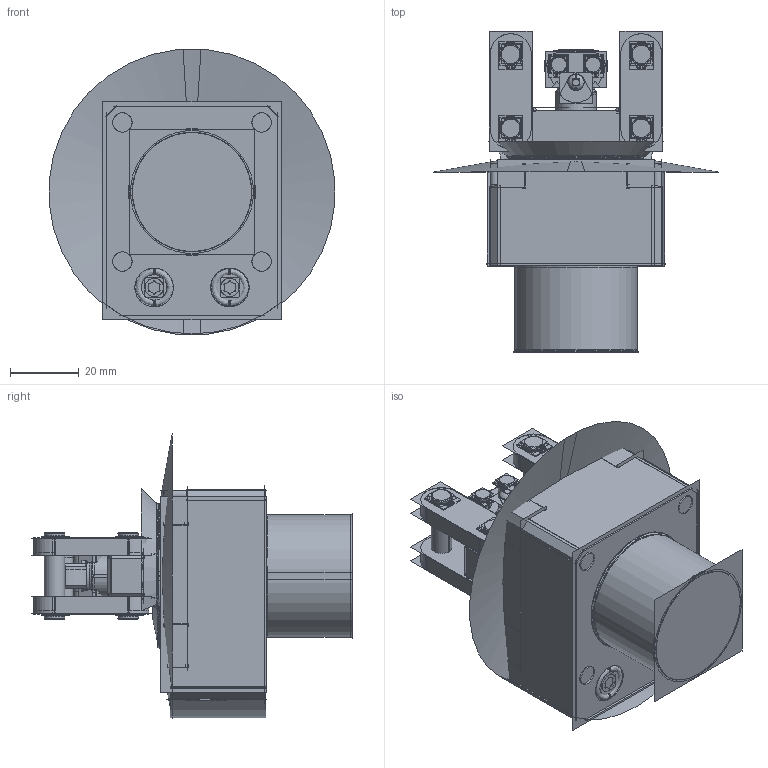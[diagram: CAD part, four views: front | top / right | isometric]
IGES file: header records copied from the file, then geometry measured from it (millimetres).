
Start section:  PTC IGES file: ilc16321520.igs
Global section: file name: ilc16321520.igs; native system: Creo Parametric by Parametric Technology Corporation; preprocessor: 2013320; author: athomsen; organization: Unknown; date: 20200709.143428; units: inch
Bounding box: 83.01 x 93.37 x 83.16 mm (x, y, z)
Surface area: 87789.5 mm2 (no closed solid volume)
Topology: 0 solids, 0 shells, 1246 faces, 15767 edges, 19378 vertices
Faces by surface type: revolution 796, bspline 450
